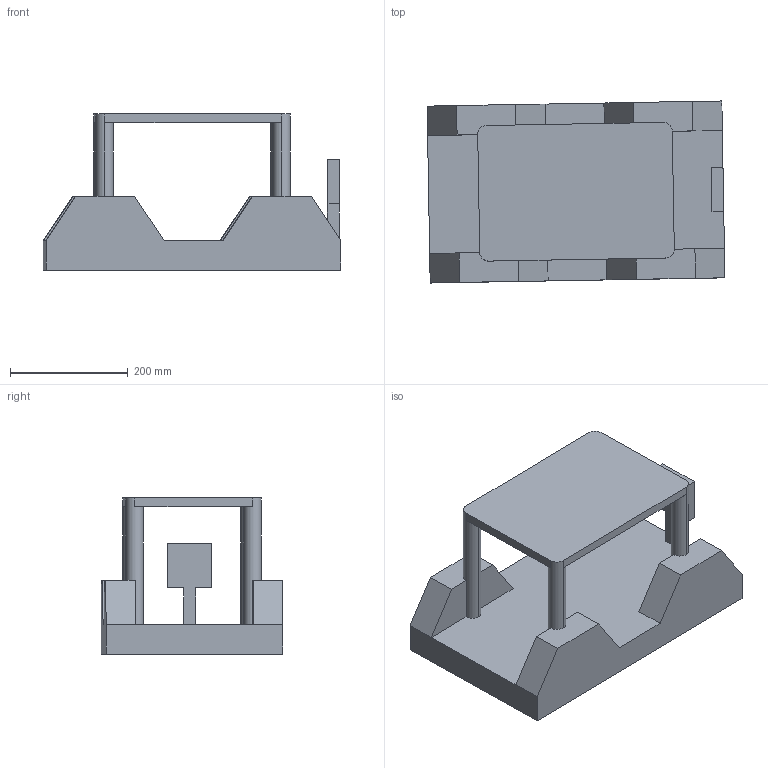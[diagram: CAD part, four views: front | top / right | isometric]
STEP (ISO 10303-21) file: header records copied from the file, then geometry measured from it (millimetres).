
FILE_DESCRIPTION (( 'STEP AP214' ), '1' );
FILE_NAME ('chassis.STEP', '2020-05-22T17:00:58', ( '' ), ( '' ), 'SwSTEP 2.0', 'SolidWorks 2020', '' );
FILE_SCHEMA (( 'AUTOMOTIVE_DESIGN' ));
Length unit declared in the file: millimetre
Products named in the file (1): chassis
Bounding box: 505.16 x 308.68 x 265 mm (x, y, z)
Volume: 11482560.8 mm3; surface area: 721939.1 mm2
Topology: 1 solids, 1 shells, 48 faces, 148 edges, 96 vertices
Faces by surface type: plane 40, cylinder 8
Entity records: 2210 total; most frequent: ORIENTED_EDGE 296, CARTESIAN_POINT 293, DIRECTION 274, EDGE_CURVE 148, LINE 120, VECTOR 120, VERTEX_POINT 96, AXIS2_PLACEMENT_3D 77
